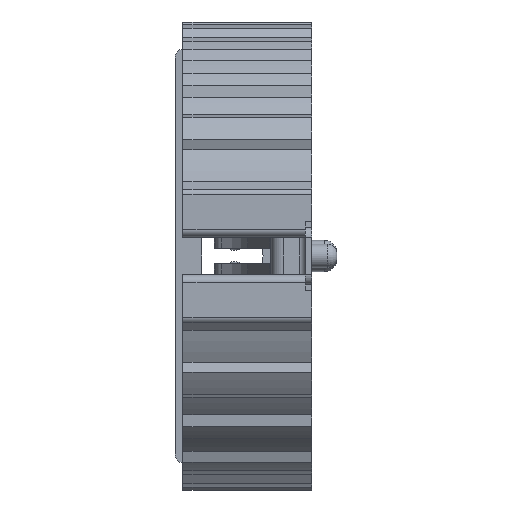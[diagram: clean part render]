
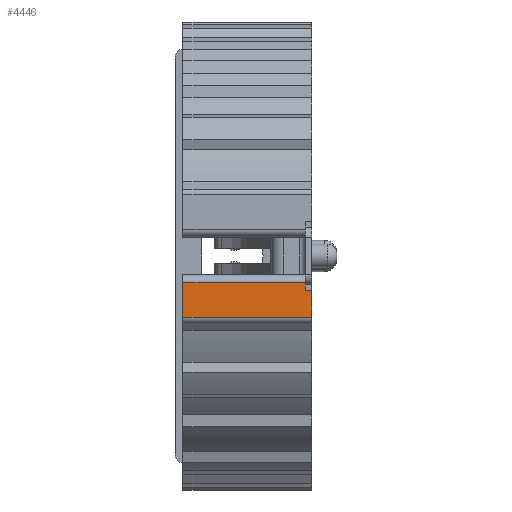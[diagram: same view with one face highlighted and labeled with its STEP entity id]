
A CAD part, left-side view. The second image highlights one B-rep face of the part: STEP entity #4446.
In plain terms, the highlighted planar face has unit normal (-1, 0, 0).
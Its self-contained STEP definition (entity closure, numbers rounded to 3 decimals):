
#82 = DIRECTION ( 'NONE',  ( 0., 0., 1. ) ) ;
#250 = EDGE_CURVE ( 'NONE', #7610, #8917, #1039, .T. ) ;
#814 = VECTOR ( 'NONE', #82, 1000. ) ;
#833 = ORIENTED_EDGE ( 'NONE', *, *, #250, .F. ) ;
#1010 = LINE ( 'NONE', #6687, #814 ) ;
#1039 = LINE ( 'NONE', #2216, #4152 ) ;
#1549 = VERTEX_POINT ( 'NONE', #14806 ) ;
#1874 = VERTEX_POINT ( 'NONE', #15480 ) ;
#2216 = CARTESIAN_POINT ( 'NONE',  ( -7.45, 0.2, -1.1 ) ) ;
#2279 = EDGE_CURVE ( 'NONE', #1874, #1549, #1010, .T. ) ;
#2344 = CARTESIAN_POINT ( 'NONE',  ( -7.45, 0., -1.949 ) ) ;
#2401 = VERTEX_POINT ( 'NONE', #5430 ) ;
#3465 = EDGE_CURVE ( 'NONE', #3974, #8917, #4501, .T. ) ;
#3589 = EDGE_CURVE ( 'NONE', #1874, #3974, #15104, .T. ) ;
#3719 = VECTOR ( 'NONE', #8078, 1000. ) ;
#3974 = VERTEX_POINT ( 'NONE', #2344 ) ;
#4085 = CARTESIAN_POINT ( 'NONE',  ( -7.45, 0., -1.1 ) ) ;
#4152 = VECTOR ( 'NONE', #11364, 1000. ) ;
#4446 = ADVANCED_FACE ( 'NONE', ( #13197 ), #7392, .T. ) ;
#4501 = LINE ( 'NONE', #5154, #14265 ) ;
#5154 = CARTESIAN_POINT ( 'NONE',  ( -7.45, 0., -2.079 ) ) ;
#5180 = CARTESIAN_POINT ( 'NONE',  ( -7.45, 0.2, -1.1 ) ) ;
#5430 = CARTESIAN_POINT ( 'NONE',  ( -7.45, 0.2, -0.85 ) ) ;
#6169 = VECTOR ( 'NONE', #17052, 1000. ) ;
#6687 = CARTESIAN_POINT ( 'NONE',  ( -7.45, 4.1, -2.079 ) ) ;
#6688 = ORIENTED_EDGE ( 'NONE', *, *, #3465, .T. ) ;
#6748 = CARTESIAN_POINT ( 'NONE',  ( -7.45, 0., -1.949 ) ) ;
#7357 = ORIENTED_EDGE ( 'NONE', *, *, #11168, .T. ) ;
#7392 = PLANE ( 'NONE',  #8950 ) ;
#7610 = VERTEX_POINT ( 'NONE', #5180 ) ;
#7781 = DIRECTION ( 'NONE',  ( 0., 0., 1. ) ) ;
#8078 = DIRECTION ( 'NONE',  ( 0., 0., -1. ) ) ;
#8110 = ORIENTED_EDGE ( 'NONE', *, *, #3589, .T. ) ;
#8706 = CARTESIAN_POINT ( 'NONE',  ( -7.45, 0., -2.079 ) ) ;
#8917 = VERTEX_POINT ( 'NONE', #4085 ) ;
#8935 = ORIENTED_EDGE ( 'NONE', *, *, #2279, .F. ) ;
#8950 = AXIS2_PLACEMENT_3D ( 'NONE', #8706, #12579, #15254 ) ;
#9401 = ORIENTED_EDGE ( 'NONE', *, *, #13451, .F. ) ;
#9592 = EDGE_LOOP ( 'NONE', ( #9401, #7357, #8935, #8110, #6688, #833 ) ) ;
#10554 = DIRECTION ( 'NONE',  ( 0., -1., 0. ) ) ;
#11168 = EDGE_CURVE ( 'NONE', #2401, #1549, #13438, .T. ) ;
#11364 = DIRECTION ( 'NONE',  ( 0., -1., 0. ) ) ;
#11687 = CARTESIAN_POINT ( 'NONE',  ( -7.45, 0., -0.85 ) ) ;
#12220 = CARTESIAN_POINT ( 'NONE',  ( -7.45, 0.2, -1.1 ) ) ;
#12579 = DIRECTION ( 'NONE',  ( -1., 0., 0. ) ) ;
#13197 = FACE_OUTER_BOUND ( 'NONE', #9592, .T. ) ;
#13438 = LINE ( 'NONE', #11687, #6169 ) ;
#13451 = EDGE_CURVE ( 'NONE', #2401, #7610, #14967, .T. ) ;
#14265 = VECTOR ( 'NONE', #7781, 1000. ) ;
#14490 = VECTOR ( 'NONE', #10554, 1000. ) ;
#14806 = CARTESIAN_POINT ( 'NONE',  ( -7.45, 4.1, -0.85 ) ) ;
#14967 = LINE ( 'NONE', #12220, #3719 ) ;
#15104 = LINE ( 'NONE', #6748, #14490 ) ;
#15254 = DIRECTION ( 'NONE',  ( 0., 0., 1. ) ) ;
#15480 = CARTESIAN_POINT ( 'NONE',  ( -7.45, 4.1, -1.949 ) ) ;
#17052 = DIRECTION ( 'NONE',  ( 0., 1., 0. ) ) ;
